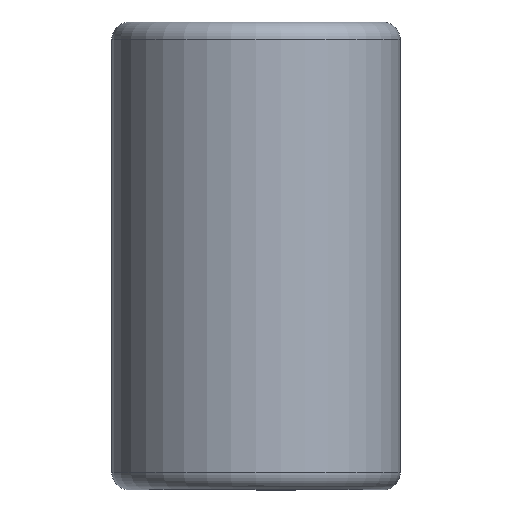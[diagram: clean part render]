
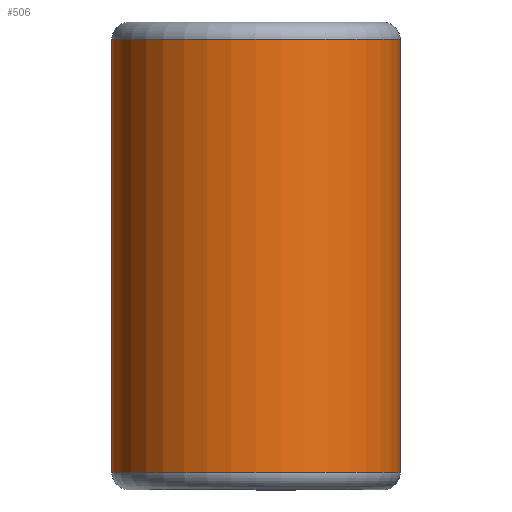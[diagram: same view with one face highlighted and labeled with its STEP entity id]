
A CAD part, top view. The second image highlights one B-rep face of the part: STEP entity #506.
In plain terms, the highlighted cylindrical face has radius 6.363 mm (diameter 12.725 mm), a partial arc.
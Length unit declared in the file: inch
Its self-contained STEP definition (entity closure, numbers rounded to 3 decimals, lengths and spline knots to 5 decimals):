
#22 = ORIENTED_EDGE ( 'NONE', *, *, #769, .F. ) ;
#41 = VERTEX_POINT ( 'NONE', #1660 ) ;
#160 = DIRECTION ( 'NONE',  ( 0., 1., 0. ) ) ;
#174 = ORIENTED_EDGE ( 'NONE', *, *, #1029, .T. ) ;
#308 = CARTESIAN_POINT ( 'NONE',  ( 0., 0.375, 0. ) ) ;
#377 = CARTESIAN_POINT ( 'NONE',  ( 0., -0.37625, 0. ) ) ;
#386 = DIRECTION ( 'NONE',  ( 0., -1., 0. ) ) ;
#388 = CYLINDRICAL_SURFACE ( 'NONE', #1058, 0.2505 ) ;
#394 = DIRECTION ( 'NONE',  ( 0., 0., -1. ) ) ;
#506 = ADVANCED_FACE ( 'NONE', ( #1610 ), #388, .T. ) ;
#508 = AXIS2_PLACEMENT_3D ( 'NONE', #377, #386, #394 ) ;
#558 = ORIENTED_EDGE ( 'NONE', *, *, #995, .F. ) ;
#750 = CARTESIAN_POINT ( 'NONE',  ( 0.2505, 0.37625, 0. ) ) ;
#753 = DIRECTION ( 'NONE',  ( 0., 1., 0. ) ) ;
#769 = EDGE_CURVE ( 'NONE', #41, #1182, #1884, .T. ) ;
#786 = ORIENTED_EDGE ( 'NONE', *, *, #1043, .T. ) ;
#798 = CARTESIAN_POINT ( 'NONE',  ( 0., 0.37625, 0. ) ) ;
#803 = DIRECTION ( 'NONE',  ( 0., -1., 0. ) ) ;
#806 = DIRECTION ( 'NONE',  ( 0., 0., -1. ) ) ;
#909 = CIRCLE ( 'NONE', #2137, 0.2505 ) ;
#995 = EDGE_CURVE ( 'NONE', #1495, #41, #1977, .T. ) ;
#1029 = EDGE_CURVE ( 'NONE', #1495, #2048, #1945, .T. ) ;
#1043 = EDGE_CURVE ( 'NONE', #2048, #1182, #909, .T. ) ;
#1058 = AXIS2_PLACEMENT_3D ( 'NONE', #308, #2380, #1809 ) ;
#1182 = VERTEX_POINT ( 'NONE', #1231 ) ;
#1231 = CARTESIAN_POINT ( 'NONE',  ( 0., 0.37625, -0.2505 ) ) ;
#1413 = VECTOR ( 'NONE', #753, 39.37008 ) ;
#1464 = CARTESIAN_POINT ( 'NONE',  ( 0.2505, 0.37625, 0. ) ) ;
#1495 = VERTEX_POINT ( 'NONE', #2180 ) ;
#1610 = FACE_OUTER_BOUND ( 'NONE', #2007, .T. ) ;
#1660 = CARTESIAN_POINT ( 'NONE',  ( 0., -0.37625, -0.2505 ) ) ;
#1809 = DIRECTION ( 'NONE',  ( 0., 0., -1. ) ) ;
#1884 = LINE ( 'NONE', #2368, #2156 ) ;
#1945 = LINE ( 'NONE', #750, #1413 ) ;
#1977 = CIRCLE ( 'NONE', #508, 0.2505 ) ;
#2007 = EDGE_LOOP ( 'NONE', ( #174, #786, #22, #558 ) ) ;
#2048 = VERTEX_POINT ( 'NONE', #1464 ) ;
#2137 = AXIS2_PLACEMENT_3D ( 'NONE', #798, #803, #806 ) ;
#2156 = VECTOR ( 'NONE', #160, 39.37008 ) ;
#2180 = CARTESIAN_POINT ( 'NONE',  ( 0.2505, -0.37625, 0. ) ) ;
#2368 = CARTESIAN_POINT ( 'NONE',  ( 0., 0.37625, -0.2505 ) ) ;
#2380 = DIRECTION ( 'NONE',  ( 0., -1., 0. ) ) ;
